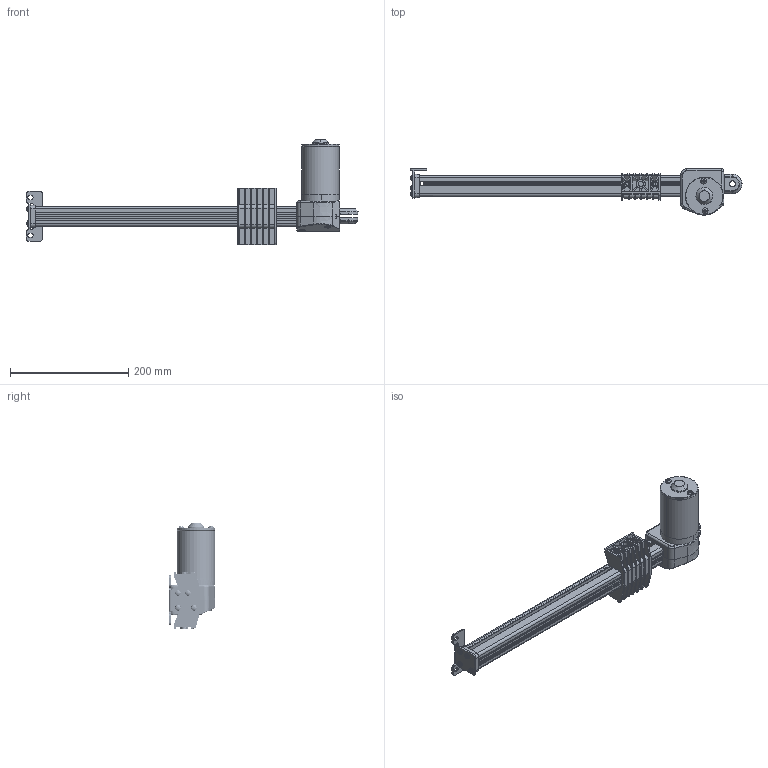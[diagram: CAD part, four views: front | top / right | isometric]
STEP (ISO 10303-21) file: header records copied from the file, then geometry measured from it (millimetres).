
FILE_DESCRIPTION (( 'STEP AP214' ), '1' );
FILE_NAME ('803.STEP', '2020-07-23T00:31:10', ( '' ), ( '' ), 'SwSTEP 2.0', 'SolidWorks 2012', '' );
FILE_SCHEMA (( 'AUTOMOTIVE_DESIGN' ));
Length unit declared in the file: millimetre
Products named in the file (1): 803
Bounding box: 561.12 x 78.31 x 177.67 mm (x, y, z)
Volume: 879649.9 mm3; surface area: 290413.9 mm2
Topology: 3 solids, 3 shells, 2592 faces, 7699 edges, 4971 vertices
Faces by surface type: cylinder 1228, plane 933, bspline 237, cone 102, torus 70, sphere 22
Entity records: 200385 total; most frequent: CARTESIAN_POINT 122791, ORIENTED_EDGE 15382, DIRECTION 10796, EDGE_CURVE 7691, VERTEX_POINT 4971, AXIS2_PLACEMENT_3D 3636, VECTOR 3524, LINE 3524
